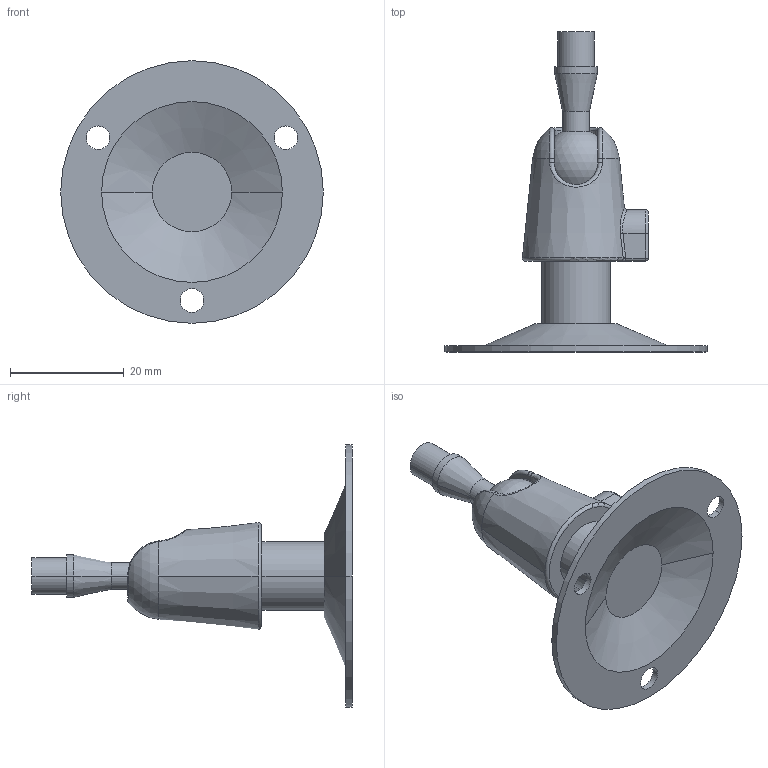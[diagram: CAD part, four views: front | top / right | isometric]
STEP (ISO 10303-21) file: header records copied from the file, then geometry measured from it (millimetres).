
FILE_DESCRIPTION((''),'2;1');
FILE_NAME('156625_SW','2011-04-06T',('banengservice'),('BANNER ENGINEERING'),'PRO/ENGINEER BY PARAMETRIC TECHNOLOGY CORPORATION, 2009141','PRO/ENGINEER BY PARAMETRIC TECHNOLOGY CORPORATION, 2009141','');
FILE_SCHEMA(('CONFIG_CONTROL_DESIGN'));
Length unit declared in the file: inch
Products named in the file (1): 156625_SW
Bounding box: 46.1 x 56.21 x 46.1 mm (x, y, z)
Volume: 7930.2 mm3; surface area: 7672.5 mm2
Topology: 3 solids, 3 shells, 87 faces, 193 edges, 114 vertices
Faces by surface type: cylinder 34, plane 15, cone 12, torus 10, bspline 10, sphere 6
Entity records: 3166 total; most frequent: CARTESIAN_POINT 1193, DIRECTION 433, ORIENTED_EDGE 382, EDGE_CURVE 191, AXIS2_PLACEMENT_3D 189, VERTEX_POINT 114, CIRCLE 112, EDGE_LOOP 101
